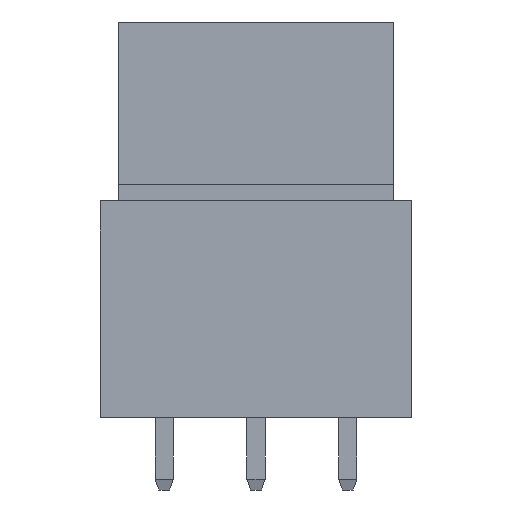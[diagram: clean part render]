
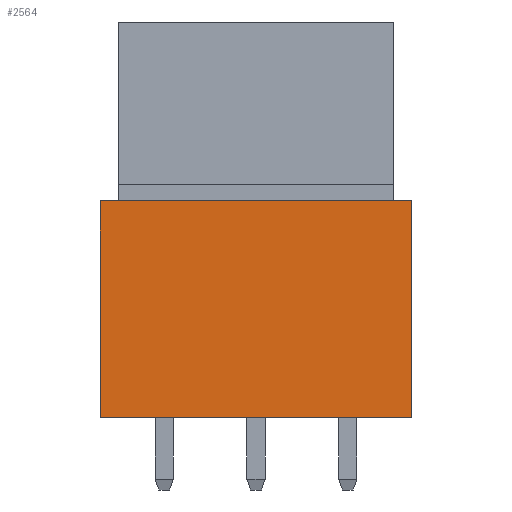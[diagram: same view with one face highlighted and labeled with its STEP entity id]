
A CAD part, front view. The second image highlights one B-rep face of the part: STEP entity #2564.
In plain terms, the highlighted planar face has unit normal (0, -1, 0).
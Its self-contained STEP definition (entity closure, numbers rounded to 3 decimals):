
#1220 = VERTEX_POINT('',#1221);
#1221 = CARTESIAN_POINT('',(-3.54,-3.8,12.));
#1229 = EDGE_CURVE('',#1220,#1230,#1232,.T.);
#1230 = VERTEX_POINT('',#1231);
#1231 = CARTESIAN_POINT('',(13.7,-3.8,12.));
#1232 = LINE('',#1233,#1234);
#1233 = CARTESIAN_POINT('',(-3.54,-3.8,12.));
#1234 = VECTOR('',#1235,1.);
#1235 = DIRECTION('',(1.,0.,0.));
#2361 = VERTEX_POINT('',#2362);
#2362 = CARTESIAN_POINT('',(-3.54,-3.8,0.));
#2368 = EDGE_CURVE('',#2361,#1220,#2369,.T.);
#2369 = LINE('',#2370,#2371);
#2370 = CARTESIAN_POINT('',(-3.54,-3.8,0.));
#2371 = VECTOR('',#2372,1.);
#2372 = DIRECTION('',(0.,0.,1.));
#2537 = VERTEX_POINT('',#2538);
#2538 = CARTESIAN_POINT('',(13.7,-3.8,0.));
#2544 = EDGE_CURVE('',#2537,#1230,#2545,.T.);
#2545 = LINE('',#2546,#2547);
#2546 = CARTESIAN_POINT('',(13.7,-3.8,0.));
#2547 = VECTOR('',#2548,1.);
#2548 = DIRECTION('',(0.,0.,1.));
#2564 = ADVANCED_FACE('',(#2565),#2576,.T.);
#2565 = FACE_BOUND('',#2566,.T.);
#2566 = EDGE_LOOP('',(#2567,#2573,#2574,#2575));
#2567 = ORIENTED_EDGE('',*,*,#2568,.T.);
#2568 = EDGE_CURVE('',#2361,#2537,#2569,.T.);
#2569 = LINE('',#2570,#2571);
#2570 = CARTESIAN_POINT('',(-3.54,-3.8,0.));
#2571 = VECTOR('',#2572,1.);
#2572 = DIRECTION('',(1.,0.,0.));
#2573 = ORIENTED_EDGE('',*,*,#2544,.T.);
#2574 = ORIENTED_EDGE('',*,*,#1229,.F.);
#2575 = ORIENTED_EDGE('',*,*,#2368,.F.);
#2576 = PLANE('',#2577);
#2577 = AXIS2_PLACEMENT_3D('',#2578,#2579,#2580);
#2578 = CARTESIAN_POINT('',(-3.54,-3.8,0.));
#2579 = DIRECTION('',(0.,-1.,0.));
#2580 = DIRECTION('',(0.,0.,1.));
